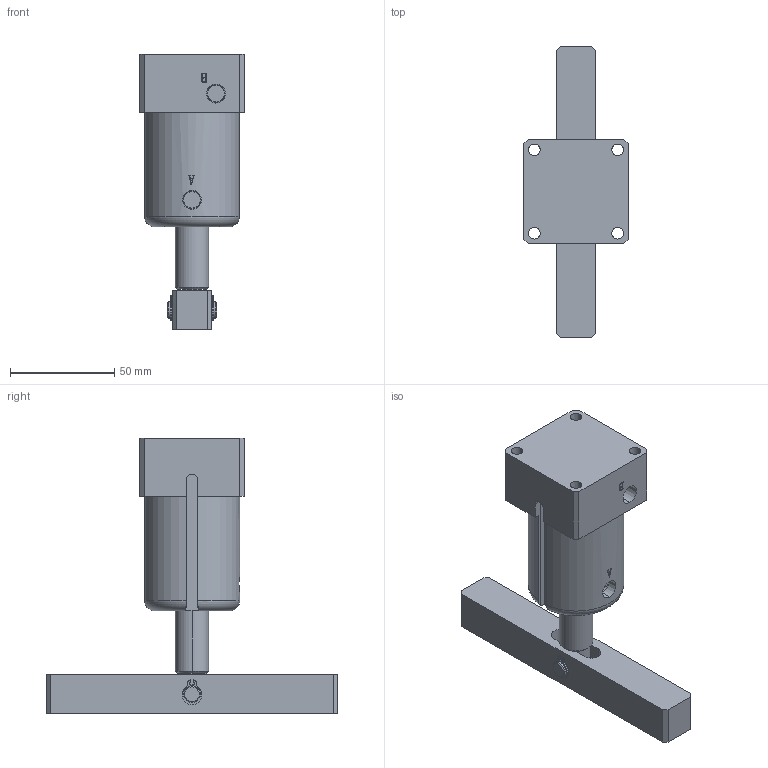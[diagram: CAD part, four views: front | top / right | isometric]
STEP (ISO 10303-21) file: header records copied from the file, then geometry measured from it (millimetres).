
FILE_DESCRIPTION (( 'STEP AP203' ), '1' );
FILE_NAME ('HASC-MS32D.STEP', '2019-10-14T10:52:18', ( '微软用户' ), ( '微软中国' ), 'SwSTEP 2.0', 'SolidWorks 2012', '' );
FILE_SCHEMA (( 'CONFIG_CONTROL_DESIGN' ));
Length unit declared in the file: millimetre
Products named in the file (6): HASC-MS32D; circlips for shaft--type a small gb_GB_CONNECTING_PIECE_RING_RRA 8; HASC-MS32DÏú; HASC-MS32D活塞杆; HASC-MS2D邧揤旋; HASC-MS32掛极
Assembly tree (6 placements, depth 2):
  HASC-MS32D
    HASC-MS32掛极
    HASC-MS2D邧揤旋
    HASC-MS32D活塞杆
    HASC-MS32DÏú
    circlips for shaft--type a small gb_GB_CONNECTING_PIECE_RING_RRA 8  x2
Bounding box: 50 x 140 x 132.5 mm (x, y, z)
Volume: 183669.5 mm3; surface area: 49534 mm2
Topology: 6 solids, 6 shells, 233 faces, 594 edges, 389 vertices
Faces by surface type: plane 111, cylinder 83, cone 16, bspline 16, torus 7
Entity records: 8016 total; most frequent: CARTESIAN_POINT 2239, ORIENTED_EDGE 1074, DIRECTION 1050, EDGE_CURVE 537, AXIS2_PLACEMENT_3D 378, VERTEX_POINT 351, VECTOR 294, LINE 294
